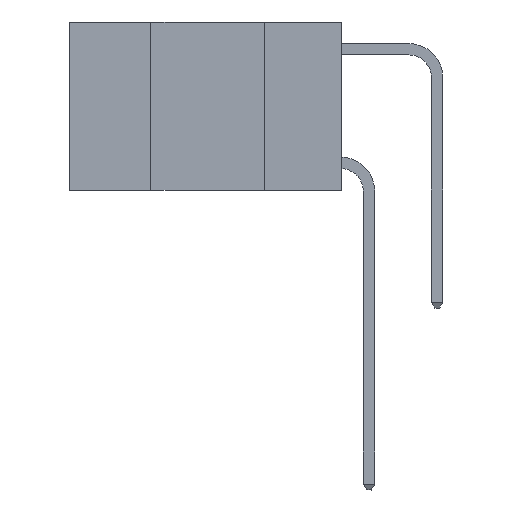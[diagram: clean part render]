
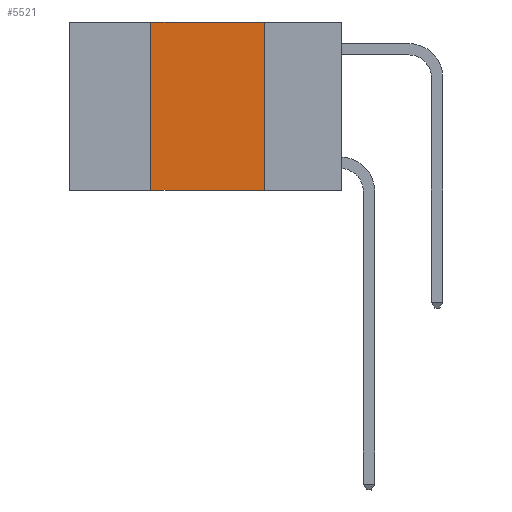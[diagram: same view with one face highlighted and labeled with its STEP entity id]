
A CAD part, left-side view. The second image highlights one B-rep face of the part: STEP entity #5521.
In plain terms, the highlighted planar face has unit normal (-1, 0, 0).
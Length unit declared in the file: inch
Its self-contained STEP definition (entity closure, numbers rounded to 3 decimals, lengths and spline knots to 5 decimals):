
#1134 = CARTESIAN_POINT ( 'NONE',  ( 0., 0.42, 0. ) ) ;
#1313 = VERTEX_POINT ( 'NONE', #1134 ) ;
#1905 = CARTESIAN_POINT ( 'NONE',  ( 0., 0.6, 0. ) ) ;
#1960 = ORIENTED_EDGE ( 'NONE', *, *, #22656, .F. ) ;
#2680 = VECTOR ( 'NONE', #25353, 39.37008 ) ;
#3035 = EDGE_LOOP ( 'NONE', ( #1960, #5952, #6505, #15437 ) ) ;
#3111 = LINE ( 'NONE', #14521, #12305 ) ;
#3872 = EDGE_CURVE ( 'NONE', #5837, #27622, #3111, .T. ) ;
#4731 = DIRECTION ( 'NONE',  ( 1., 0., 0. ) ) ;
#5030 = DIRECTION ( 'NONE',  ( 0., -1., 0. ) ) ;
#5521 = ADVANCED_FACE ( 'NONE', ( #6955 ), #16450, .F. ) ;
#5568 = VECTOR ( 'NONE', #19940, 39.37008 ) ;
#5837 = VERTEX_POINT ( 'NONE', #8408 ) ;
#5952 = ORIENTED_EDGE ( 'NONE', *, *, #16311, .F. ) ;
#6505 = ORIENTED_EDGE ( 'NONE', *, *, #14324, .F. ) ;
#6955 = FACE_OUTER_BOUND ( 'NONE', #3035, .T. ) ;
#8408 = CARTESIAN_POINT ( 'NONE',  ( 0., 0.42, -0.37 ) ) ;
#8618 = VECTOR ( 'NONE', #14088, 39.37008 ) ;
#8681 = LINE ( 'NONE', #1905, #5568 ) ;
#9231 = CARTESIAN_POINT ( 'NONE',  ( 0., 0.17, 0. ) ) ;
#11573 = CARTESIAN_POINT ( 'NONE',  ( 0., 0.42, 0. ) ) ;
#12305 = VECTOR ( 'NONE', #5030, 39.37008 ) ;
#13584 = CARTESIAN_POINT ( 'NONE',  ( 0., 0.17, -0.37 ) ) ;
#13795 = DIRECTION ( 'NONE',  ( 0., 0., -1. ) ) ;
#14077 = AXIS2_PLACEMENT_3D ( 'NONE', #25046, #4731, #13795 ) ;
#14088 = DIRECTION ( 'NONE',  ( 0., 0., -1. ) ) ;
#14324 = EDGE_CURVE ( 'NONE', #5837, #1313, #16313, .T. ) ;
#14521 = CARTESIAN_POINT ( 'NONE',  ( 0., 0.6, -0.37 ) ) ;
#15437 = ORIENTED_EDGE ( 'NONE', *, *, #3872, .T. ) ;
#16311 = EDGE_CURVE ( 'NONE', #1313, #26677, #8681, .T. ) ;
#16313 = LINE ( 'NONE', #11573, #2680 ) ;
#16450 = PLANE ( 'NONE',  #14077 ) ;
#16741 = LINE ( 'NONE', #25784, #8618 ) ;
#19940 = DIRECTION ( 'NONE',  ( 0., -1., 0. ) ) ;
#22656 = EDGE_CURVE ( 'NONE', #26677, #27622, #16741, .T. ) ;
#25046 = CARTESIAN_POINT ( 'NONE',  ( 0., 0.6, 0. ) ) ;
#25353 = DIRECTION ( 'NONE',  ( 0., 0., 1. ) ) ;
#25784 = CARTESIAN_POINT ( 'NONE',  ( 0., 0.17, 0. ) ) ;
#26677 = VERTEX_POINT ( 'NONE', #9231 ) ;
#27622 = VERTEX_POINT ( 'NONE', #13584 ) ;
